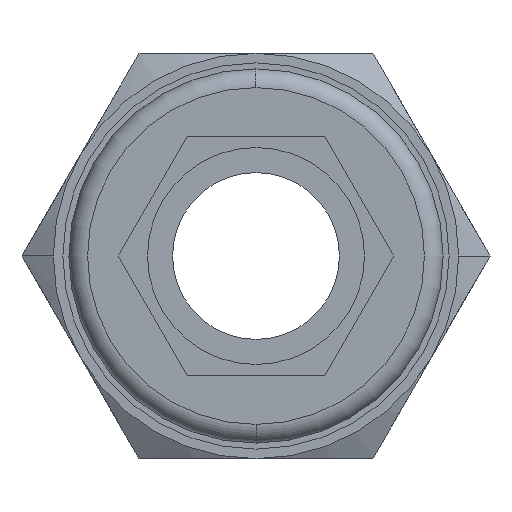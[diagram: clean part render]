
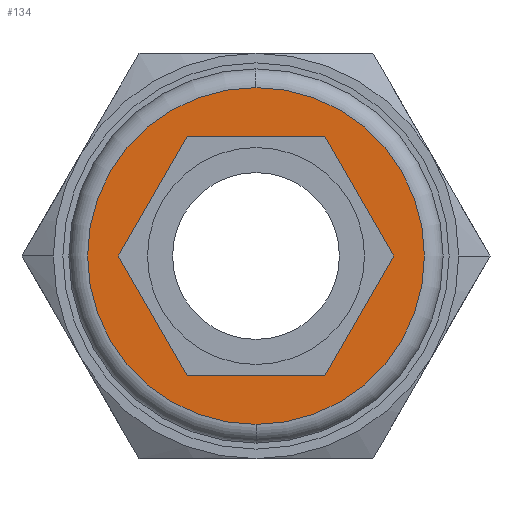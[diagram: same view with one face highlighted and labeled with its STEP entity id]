
A CAD part, front view. The second image highlights one B-rep face of the part: STEP entity #134.
In plain terms, the highlighted planar face has unit normal (0, -1, 0).
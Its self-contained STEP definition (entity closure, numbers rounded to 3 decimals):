
#134=ADVANCED_FACE('',(#306,#307),#308,.T.);
#306=FACE_BOUND('',#513,.T.);
#307=FACE_OUTER_BOUND('',#514,.T.);
#308=PLANE('',#515);
#513=EDGE_LOOP('',(#844,#845,#846,#847,#848,#849));
#514=EDGE_LOOP('',(#850,#851,#852));
#515=AXIS2_PLACEMENT_3D('',#853,#854,#855);
#844=ORIENTED_EDGE('',*,*,#1262,.T.);
#845=ORIENTED_EDGE('',*,*,#1263,.T.);
#846=ORIENTED_EDGE('',*,*,#1264,.T.);
#847=ORIENTED_EDGE('',*,*,#1265,.T.);
#848=ORIENTED_EDGE('',*,*,#1228,.T.);
#849=ORIENTED_EDGE('',*,*,#1266,.T.);
#850=ORIENTED_EDGE('',*,*,#1240,.F.);
#851=ORIENTED_EDGE('',*,*,#1239,.F.);
#852=ORIENTED_EDGE('',*,*,#1267,.F.);
#853=CARTESIAN_POINT('',(3.533,0.0,0.0));
#854=DIRECTION('',(-0.0,-1.0,-0.0));
#855=DIRECTION('',(-1.0,0.0,0.0));
#1228=EDGE_CURVE('',#1477,#1475,#1478,.T.);
#1239=EDGE_CURVE('',#1490,#1492,#1493,.T.);
#1240=EDGE_CURVE('',#1492,#1494,#1495,.T.);
#1262=EDGE_CURVE('',#1524,#1525,#1526,.T.);
#1263=EDGE_CURVE('',#1525,#1527,#1528,.T.);
#1264=EDGE_CURVE('',#1527,#1529,#1530,.T.);
#1265=EDGE_CURVE('',#1529,#1477,#1531,.T.);
#1266=EDGE_CURVE('',#1475,#1524,#1532,.T.);
#1267=EDGE_CURVE('',#1494,#1490,#1533,.T.);
#1475=VERTEX_POINT('',#1860);
#1477=VERTEX_POINT('',#1863);
#1478=LINE('',#1864,#1865);
#1490=VERTEX_POINT('',#1902);
#1492=VERTEX_POINT('',#1904);
#1493=CIRCLE('',#1905,7.065);
#1494=VERTEX_POINT('',#1906);
#1495=CIRCLE('',#1907,7.065);
#1524=VERTEX_POINT('',#1950);
#1525=VERTEX_POINT('',#1951);
#1526=LINE('',#1952,#1953);
#1527=VERTEX_POINT('',#1954);
#1528=LINE('',#1955,#1956);
#1529=VERTEX_POINT('',#1957);
#1530=LINE('',#1958,#1959);
#1531=LINE('',#1960,#1961);
#1532=LINE('',#1962,#1963);
#1533=CIRCLE('',#1964,7.065);
#1860=CARTESIAN_POINT('',(-2.887,0.0,5.0));
#1863=CARTESIAN_POINT('',(-5.774,0.0,0.));
#1864=CARTESIAN_POINT('',(-3.889,0.0,3.265));
#1865=VECTOR('',#2216,1.0);
#1902=CARTESIAN_POINT('',(0.,0.0,7.065));
#1904=CARTESIAN_POINT('',(7.065,0.0,0.0));
#1905=AXIS2_PLACEMENT_3D('',#2226,#2227,#2228);
#1906=CARTESIAN_POINT('',(0.,0.0,-7.065));
#1907=AXIS2_PLACEMENT_3D('',#2229,#2230,#2231);
#1950=CARTESIAN_POINT('',(2.887,0.0,5.0));
#1951=CARTESIAN_POINT('',(5.774,0.0,0.));
#1952=CARTESIAN_POINT('',(4.772,0.0,1.735));
#1953=VECTOR('',#2268,1.0);
#1954=CARTESIAN_POINT('',(2.887,0.0,-5.0));
#1955=CARTESIAN_POINT('',(4.772,0.0,-1.735));
#1956=VECTOR('',#2269,1.0);
#1957=CARTESIAN_POINT('',(-2.887,0.0,-5.0));
#1958=CARTESIAN_POINT('',(1.766,0.0,-5.0));
#1959=VECTOR('',#2270,1.0);
#1960=CARTESIAN_POINT('',(-3.889,0.0,-3.265));
#1961=VECTOR('',#2271,1.0);
#1962=CARTESIAN_POINT('',(1.766,0.0,5.0));
#1963=VECTOR('',#2272,1.0);
#1964=AXIS2_PLACEMENT_3D('',#2273,#2274,#2275);
#2216=DIRECTION('',(0.5,-0.0,0.866));
#2226=CARTESIAN_POINT('',(0.0,0.0,0.0));
#2227=DIRECTION('',(-0.0,1.0,0.0));
#2228=DIRECTION('',(1.0,0.0,0.0));
#2229=CARTESIAN_POINT('',(0.0,0.0,0.0));
#2230=DIRECTION('',(-0.0,1.0,0.0));
#2231=DIRECTION('',(1.0,0.0,0.0));
#2268=DIRECTION('',(0.5,0.0,-0.866));
#2269=DIRECTION('',(-0.5,0.0,-0.866));
#2270=DIRECTION('',(-1.0,0.0,0.0));
#2271=DIRECTION('',(-0.5,0.0,0.866));
#2272=DIRECTION('',(1.0,-0.0,0.));
#2273=CARTESIAN_POINT('',(0.0,0.0,0.0));
#2274=DIRECTION('',(-0.0,1.0,0.0));
#2275=DIRECTION('',(1.0,0.0,0.0));
